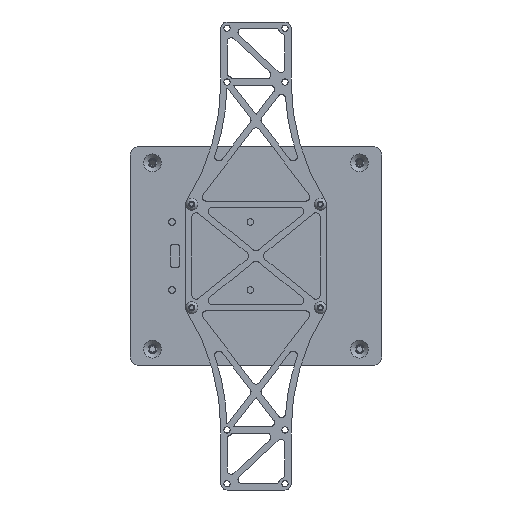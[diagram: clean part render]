
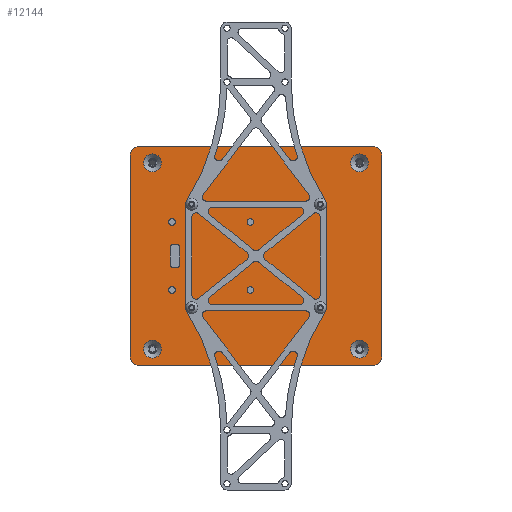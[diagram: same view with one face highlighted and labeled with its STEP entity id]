
A CAD part, front view. The second image highlights one B-rep face of the part: STEP entity #12144.
In plain terms, the highlighted face is planar.
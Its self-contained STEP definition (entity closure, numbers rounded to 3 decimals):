
#276=FACE_BOUND('',#2263,.T.);
#277=FACE_BOUND('',#2264,.T.);
#278=FACE_BOUND('',#2265,.T.);
#279=FACE_BOUND('',#2266,.T.);
#280=FACE_BOUND('',#2267,.T.);
#281=FACE_BOUND('',#2268,.T.);
#282=FACE_BOUND('',#2269,.T.);
#283=FACE_BOUND('',#2270,.T.);
#284=FACE_BOUND('',#2271,.T.);
#285=FACE_BOUND('',#2272,.T.);
#286=FACE_BOUND('',#2273,.T.);
#287=FACE_BOUND('',#2274,.T.);
#288=FACE_BOUND('',#2275,.T.);
#595=PLANE('',#12945);
#1527=FACE_OUTER_BOUND('',#2262,.T.);
#2262=EDGE_LOOP('',(#10389,#10390,#10391,#10392,#10393,#10394,#10395,#10396));
#2263=EDGE_LOOP('',(#10397));
#2264=EDGE_LOOP('',(#10398));
#2265=EDGE_LOOP('',(#10399));
#2266=EDGE_LOOP('',(#10400));
#2267=EDGE_LOOP('',(#10401,#10402,#10403,#10404,#10405,#10406,#10407,#10408));
#2268=EDGE_LOOP('',(#10409));
#2269=EDGE_LOOP('',(#10410));
#2270=EDGE_LOOP('',(#10411));
#2271=EDGE_LOOP('',(#10412));
#2272=EDGE_LOOP('',(#10413));
#2273=EDGE_LOOP('',(#10414));
#2274=EDGE_LOOP('',(#10415));
#2275=EDGE_LOOP('',(#10416));
#3310=LINE('',#21146,#4428);
#3314=LINE('',#21158,#4432);
#3318=LINE('',#21170,#4436);
#3321=LINE('',#21179,#4439);
#3322=LINE('',#21183,#4440);
#3323=LINE('',#21187,#4441);
#3324=LINE('',#21191,#4442);
#3325=LINE('',#21195,#4443);
#4428=VECTOR('',#15200,1000.);
#4432=VECTOR('',#15212,1000.);
#4436=VECTOR('',#15224,1000.);
#4439=VECTOR('',#15235,1000.);
#4440=VECTOR('',#15238,1000.);
#4441=VECTOR('',#15241,1000.);
#4442=VECTOR('',#15244,1000.);
#4443=VECTOR('',#15247,1000.);
#4877=CIRCLE('',#12874,1.6);
#4879=CIRCLE('',#12877,1.6);
#4881=CIRCLE('',#12880,1.6);
#4883=CIRCLE('',#12883,1.6);
#4886=CIRCLE('',#12887,4.3);
#4889=CIRCLE('',#12892,4.3);
#4892=CIRCLE('',#12897,4.3);
#4895=CIRCLE('',#12902,4.3);
#4897=CIRCLE('',#12906,1.5);
#4899=CIRCLE('',#12909,1.5);
#4901=CIRCLE('',#12912,1.5);
#4903=CIRCLE('',#12915,1.5);
#4906=CIRCLE('',#12931,4.287);
#4908=CIRCLE('',#12935,4.287);
#4910=CIRCLE('',#12939,4.287);
#4912=CIRCLE('',#12943,4.287);
#4913=CIRCLE('',#12946,1.);
#4914=CIRCLE('',#12947,1.);
#4915=CIRCLE('',#12948,1.);
#4916=CIRCLE('',#12949,1.);
#5859=VERTEX_POINT('',#21033);
#5861=VERTEX_POINT('',#21039);
#5863=VERTEX_POINT('',#21045);
#5865=VERTEX_POINT('',#21051);
#5868=VERTEX_POINT('',#21059);
#5871=VERTEX_POINT('',#21069);
#5874=VERTEX_POINT('',#21079);
#5877=VERTEX_POINT('',#21089);
#5879=VERTEX_POINT('',#21097);
#5881=VERTEX_POINT('',#21103);
#5883=VERTEX_POINT('',#21109);
#5885=VERTEX_POINT('',#21115);
#5889=VERTEX_POINT('',#21136);
#5890=VERTEX_POINT('',#21138);
#5892=VERTEX_POINT('',#21144);
#5894=VERTEX_POINT('',#21150);
#5896=VERTEX_POINT('',#21156);
#5898=VERTEX_POINT('',#21162);
#5900=VERTEX_POINT('',#21168);
#5902=VERTEX_POINT('',#21174);
#5903=VERTEX_POINT('',#21181);
#5904=VERTEX_POINT('',#21182);
#5905=VERTEX_POINT('',#21184);
#5906=VERTEX_POINT('',#21186);
#5907=VERTEX_POINT('',#21188);
#5908=VERTEX_POINT('',#21190);
#5909=VERTEX_POINT('',#21192);
#5910=VERTEX_POINT('',#21194);
#7402=EDGE_CURVE('',#5859,#5859,#4877,.T.);
#7405=EDGE_CURVE('',#5861,#5861,#4879,.T.);
#7408=EDGE_CURVE('',#5863,#5863,#4881,.T.);
#7411=EDGE_CURVE('',#5865,#5865,#4883,.T.);
#7416=EDGE_CURVE('',#5868,#5868,#4886,.T.);
#7421=EDGE_CURVE('',#5871,#5871,#4889,.T.);
#7426=EDGE_CURVE('',#5874,#5874,#4892,.T.);
#7431=EDGE_CURVE('',#5877,#5877,#4895,.T.);
#7434=EDGE_CURVE('',#5879,#5879,#4897,.T.);
#7437=EDGE_CURVE('',#5881,#5881,#4899,.T.);
#7440=EDGE_CURVE('',#5883,#5883,#4901,.T.);
#7443=EDGE_CURVE('',#5885,#5885,#4903,.T.);
#7448=EDGE_CURVE('',#5890,#5889,#4906,.T.);
#7452=EDGE_CURVE('',#5889,#5892,#3310,.T.);
#7455=EDGE_CURVE('',#5892,#5894,#4908,.T.);
#7458=EDGE_CURVE('',#5894,#5896,#3314,.T.);
#7461=EDGE_CURVE('',#5896,#5898,#4910,.T.);
#7464=EDGE_CURVE('',#5898,#5900,#3318,.T.);
#7467=EDGE_CURVE('',#5900,#5902,#4912,.T.);
#7469=EDGE_CURVE('',#5902,#5890,#3321,.T.);
#7470=EDGE_CURVE('',#5903,#5904,#3322,.T.);
#7471=EDGE_CURVE('',#5903,#5905,#4913,.T.);
#7472=EDGE_CURVE('',#5906,#5905,#3323,.T.);
#7473=EDGE_CURVE('',#5906,#5907,#4914,.T.);
#7474=EDGE_CURVE('',#5908,#5907,#3324,.T.);
#7475=EDGE_CURVE('',#5908,#5909,#4915,.T.);
#7476=EDGE_CURVE('',#5910,#5909,#3325,.T.);
#7477=EDGE_CURVE('',#5910,#5904,#4916,.T.);
#10389=ORIENTED_EDGE('',*,*,#7448,.T.);
#10390=ORIENTED_EDGE('',*,*,#7452,.T.);
#10391=ORIENTED_EDGE('',*,*,#7455,.T.);
#10392=ORIENTED_EDGE('',*,*,#7458,.T.);
#10393=ORIENTED_EDGE('',*,*,#7461,.T.);
#10394=ORIENTED_EDGE('',*,*,#7464,.T.);
#10395=ORIENTED_EDGE('',*,*,#7467,.T.);
#10396=ORIENTED_EDGE('',*,*,#7469,.T.);
#10397=ORIENTED_EDGE('',*,*,#7402,.F.);
#10398=ORIENTED_EDGE('',*,*,#7405,.F.);
#10399=ORIENTED_EDGE('',*,*,#7408,.F.);
#10400=ORIENTED_EDGE('',*,*,#7411,.F.);
#10401=ORIENTED_EDGE('',*,*,#7470,.F.);
#10402=ORIENTED_EDGE('',*,*,#7471,.T.);
#10403=ORIENTED_EDGE('',*,*,#7472,.F.);
#10404=ORIENTED_EDGE('',*,*,#7473,.T.);
#10405=ORIENTED_EDGE('',*,*,#7474,.F.);
#10406=ORIENTED_EDGE('',*,*,#7475,.T.);
#10407=ORIENTED_EDGE('',*,*,#7476,.F.);
#10408=ORIENTED_EDGE('',*,*,#7477,.T.);
#10409=ORIENTED_EDGE('',*,*,#7416,.F.);
#10410=ORIENTED_EDGE('',*,*,#7421,.F.);
#10411=ORIENTED_EDGE('',*,*,#7426,.F.);
#10412=ORIENTED_EDGE('',*,*,#7431,.F.);
#10413=ORIENTED_EDGE('',*,*,#7434,.F.);
#10414=ORIENTED_EDGE('',*,*,#7437,.F.);
#10415=ORIENTED_EDGE('',*,*,#7440,.F.);
#10416=ORIENTED_EDGE('',*,*,#7443,.F.);
#12144=ADVANCED_FACE('',(#1527,#276,#277,#278,#279,#280,#281,#282,#283,
#284,#285,#286,#287,#288),#595,.T.);
#12874=AXIS2_PLACEMENT_3D('',#21034,#15062,#15063);
#12877=AXIS2_PLACEMENT_3D('',#21040,#15069,#15070);
#12880=AXIS2_PLACEMENT_3D('',#21046,#15076,#15077);
#12883=AXIS2_PLACEMENT_3D('',#21052,#15083,#15084);
#12887=AXIS2_PLACEMENT_3D('',#21061,#15093,#15094);
#12892=AXIS2_PLACEMENT_3D('',#21071,#15105,#15106);
#12897=AXIS2_PLACEMENT_3D('',#21081,#15117,#15118);
#12902=AXIS2_PLACEMENT_3D('',#21091,#15129,#15130);
#12906=AXIS2_PLACEMENT_3D('',#21098,#15138,#15139);
#12909=AXIS2_PLACEMENT_3D('',#21104,#15145,#15146);
#12912=AXIS2_PLACEMENT_3D('',#21110,#15152,#15153);
#12915=AXIS2_PLACEMENT_3D('',#21116,#15159,#15160);
#12931=AXIS2_PLACEMENT_3D('',#21139,#15193,#15194);
#12935=AXIS2_PLACEMENT_3D('',#21152,#15206,#15207);
#12939=AXIS2_PLACEMENT_3D('',#21164,#15218,#15219);
#12943=AXIS2_PLACEMENT_3D('',#21176,#15230,#15231);
#12945=AXIS2_PLACEMENT_3D('',#21180,#15236,#15237);
#12946=AXIS2_PLACEMENT_3D('',#21185,#15239,#15240);
#12947=AXIS2_PLACEMENT_3D('',#21189,#15242,#15243);
#12948=AXIS2_PLACEMENT_3D('',#21193,#15245,#15246);
#12949=AXIS2_PLACEMENT_3D('',#21196,#15248,#15249);
#15062=DIRECTION('center_axis',(0.,1.,0.));
#15063=DIRECTION('ref_axis',(0.,0.,1.));
#15069=DIRECTION('center_axis',(0.,1.,0.));
#15070=DIRECTION('ref_axis',(0.,0.,1.));
#15076=DIRECTION('center_axis',(0.,1.,0.));
#15077=DIRECTION('ref_axis',(0.,0.,1.));
#15083=DIRECTION('center_axis',(0.,1.,0.));
#15084=DIRECTION('ref_axis',(0.,0.,1.));
#15093=DIRECTION('center_axis',(0.,1.,0.));
#15094=DIRECTION('ref_axis',(0.,0.,1.));
#15105=DIRECTION('center_axis',(0.,1.,0.));
#15106=DIRECTION('ref_axis',(0.,0.,1.));
#15117=DIRECTION('center_axis',(0.,1.,0.));
#15118=DIRECTION('ref_axis',(0.,0.,1.));
#15129=DIRECTION('center_axis',(0.,1.,0.));
#15130=DIRECTION('ref_axis',(0.,0.,1.));
#15138=DIRECTION('center_axis',(0.,1.,0.));
#15139=DIRECTION('ref_axis',(0.,0.,1.));
#15145=DIRECTION('center_axis',(0.,1.,0.));
#15146=DIRECTION('ref_axis',(0.,0.,1.));
#15152=DIRECTION('center_axis',(0.,1.,0.));
#15153=DIRECTION('ref_axis',(0.,0.,1.));
#15159=DIRECTION('center_axis',(0.,1.,0.));
#15160=DIRECTION('ref_axis',(0.,0.,1.));
#15193=DIRECTION('center_axis',(0.,1.,0.));
#15194=DIRECTION('ref_axis',(0.,0.,1.));
#15200=DIRECTION('',(0.,0.,1.));
#15206=DIRECTION('center_axis',(0.,1.,0.));
#15207=DIRECTION('ref_axis',(0.,0.,1.));
#15212=DIRECTION('',(1.,0.,0.));
#15218=DIRECTION('center_axis',(0.,1.,0.));
#15219=DIRECTION('ref_axis',(0.,0.,1.));
#15224=DIRECTION('',(0.,0.,-1.));
#15230=DIRECTION('center_axis',(0.,1.,0.));
#15231=DIRECTION('ref_axis',(0.,0.,1.));
#15235=DIRECTION('',(-1.,0.,0.));
#15236=DIRECTION('center_axis',(0.,1.,0.));
#15237=DIRECTION('ref_axis',(0.,0.,1.));
#15238=DIRECTION('',(0.,0.,1.));
#15239=DIRECTION('center_axis',(0.,-1.,0.));
#15240=DIRECTION('ref_axis',(0.,0.,1.));
#15241=DIRECTION('',(-1.,0.,0.));
#15242=DIRECTION('center_axis',(0.,-1.,0.));
#15243=DIRECTION('ref_axis',(0.,0.,1.));
#15244=DIRECTION('',(0.,0.,-1.));
#15245=DIRECTION('center_axis',(0.,-1.,0.));
#15246=DIRECTION('ref_axis',(0.,0.,1.));
#15247=DIRECTION('',(1.,0.,0.));
#15248=DIRECTION('center_axis',(0.,-1.,0.));
#15249=DIRECTION('ref_axis',(0.,0.,1.));
#21033=CARTESIAN_POINT('',(2.737,17.8,18.));
#21034=CARTESIAN_POINT('Origin',(2.737,17.8,16.4));
#21039=CARTESIAN_POINT('',(40.537,17.8,18.));
#21040=CARTESIAN_POINT('Origin',(40.537,17.8,16.4));
#21045=CARTESIAN_POINT('',(40.537,17.8,-14.8));
#21046=CARTESIAN_POINT('Origin',(40.537,17.8,-16.4));
#21051=CARTESIAN_POINT('',(2.737,17.8,-14.8));
#21052=CARTESIAN_POINT('Origin',(2.737,17.8,-16.4));
#21059=CARTESIAN_POINT('',(-50.,17.8,40.7));
#21061=CARTESIAN_POINT('Origin',(-50.,17.8,45.));
#21069=CARTESIAN_POINT('',(-50.,17.8,-49.3));
#21071=CARTESIAN_POINT('Origin',(-50.,17.8,-45.));
#21079=CARTESIAN_POINT('',(50.,17.8,-49.3));
#21081=CARTESIAN_POINT('Origin',(50.,17.8,-45.));
#21089=CARTESIAN_POINT('',(50.,17.8,40.7));
#21091=CARTESIAN_POINT('Origin',(50.,17.8,45.));
#21097=CARTESIAN_POINT('',(-31.,17.8,-23.5));
#21098=CARTESIAN_POINT('Origin',(-31.,17.8,-25.));
#21103=CARTESIAN_POINT('',(31.,17.8,-23.5));
#21104=CARTESIAN_POINT('Origin',(31.,17.8,-25.));
#21109=CARTESIAN_POINT('',(31.,17.8,26.5));
#21110=CARTESIAN_POINT('Origin',(31.,17.8,25.));
#21115=CARTESIAN_POINT('',(-31.,17.8,26.5));
#21116=CARTESIAN_POINT('Origin',(-31.,17.8,25.));
#21136=CARTESIAN_POINT('',(-60.837,17.8,-48.55));
#21138=CARTESIAN_POINT('',(-56.55,17.8,-52.837));
#21139=CARTESIAN_POINT('Origin',(-56.55,17.8,-48.55));
#21144=CARTESIAN_POINT('',(-60.837,17.8,48.55));
#21146=CARTESIAN_POINT('',(-60.837,17.8,-48.55));
#21150=CARTESIAN_POINT('',(-56.55,17.8,52.837));
#21152=CARTESIAN_POINT('Origin',(-56.55,17.8,48.55));
#21156=CARTESIAN_POINT('',(56.55,17.8,52.837));
#21158=CARTESIAN_POINT('',(-56.55,17.8,52.837));
#21162=CARTESIAN_POINT('',(60.837,17.8,48.55));
#21164=CARTESIAN_POINT('Origin',(56.55,17.8,48.55));
#21168=CARTESIAN_POINT('',(60.837,17.8,-48.55));
#21170=CARTESIAN_POINT('',(60.837,17.8,-48.55));
#21174=CARTESIAN_POINT('',(56.55,17.8,-52.837));
#21176=CARTESIAN_POINT('Origin',(56.55,17.8,-48.55));
#21179=CARTESIAN_POINT('',(-56.55,17.8,-52.837));
#21180=CARTESIAN_POINT('Origin',(-56.55,17.8,-48.55));
#21181=CARTESIAN_POINT('',(36.787,17.8,-4.4));
#21182=CARTESIAN_POINT('',(36.787,17.8,4.4));
#21183=CARTESIAN_POINT('',(36.787,17.8,-5.4));
#21184=CARTESIAN_POINT('',(37.787,17.8,-5.4));
#21185=CARTESIAN_POINT('Origin',(37.787,17.8,-4.4));
#21186=CARTESIAN_POINT('',(40.487,17.8,-5.4));
#21187=CARTESIAN_POINT('',(36.787,17.8,-5.4));
#21188=CARTESIAN_POINT('',(41.487,17.8,-4.4));
#21189=CARTESIAN_POINT('Origin',(40.487,17.8,-4.4));
#21190=CARTESIAN_POINT('',(41.487,17.8,4.4));
#21191=CARTESIAN_POINT('',(41.487,17.8,-5.4));
#21192=CARTESIAN_POINT('',(40.487,17.8,5.4));
#21193=CARTESIAN_POINT('Origin',(40.487,17.8,4.4));
#21194=CARTESIAN_POINT('',(37.787,17.8,5.4));
#21195=CARTESIAN_POINT('',(36.787,17.8,5.4));
#21196=CARTESIAN_POINT('Origin',(37.787,17.8,4.4));
